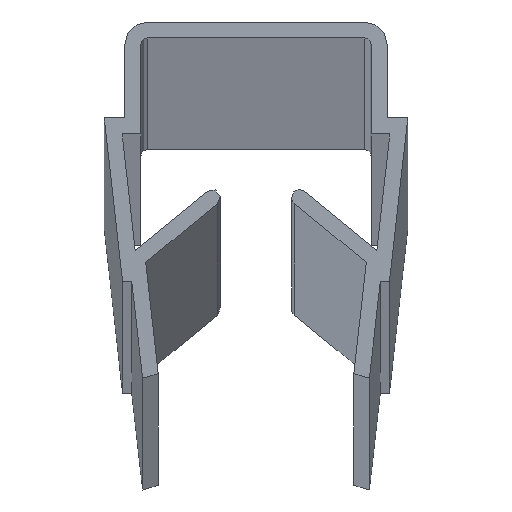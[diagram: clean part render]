
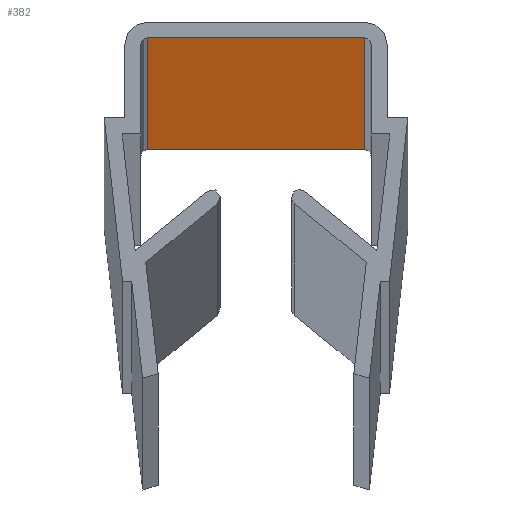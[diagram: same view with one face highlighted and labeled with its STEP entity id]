
A CAD part, top view. The second image highlights one B-rep face of the part: STEP entity #382.
In plain terms, the highlighted planar face has unit normal (0, -1, 0).
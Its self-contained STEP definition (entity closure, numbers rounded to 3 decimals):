
#17 = VECTOR ( 'NONE', #406, 1000. ) ;
#111 = DIRECTION ( 'NONE',  ( 0., -1., 0. ) ) ;
#143 = VECTOR ( 'NONE', #347, 1000. ) ;
#219 = CARTESIAN_POINT ( 'NONE',  ( 9.081, 12.502, 0. ) ) ;
#254 = FACE_OUTER_BOUND ( 'NONE', #538, .T. ) ;
#259 = VERTEX_POINT ( 'NONE', #610 ) ;
#312 = EDGE_CURVE ( 'NONE', #991, #1007, #510, .T. ) ;
#343 = ORIENTED_EDGE ( 'NONE', *, *, #312, .T. ) ;
#347 = DIRECTION ( 'NONE',  ( -1., 0., 0. ) ) ;
#382 = ADVANCED_FACE ( 'NONE', ( #254 ), #468, .T. ) ;
#406 = DIRECTION ( 'NONE',  ( 0., 0., 1. ) ) ;
#435 = ORIENTED_EDGE ( 'NONE', *, *, #563, .T. ) ;
#462 = ORIENTED_EDGE ( 'NONE', *, *, #961, .T. ) ;
#468 = PLANE ( 'NONE',  #824 ) ;
#510 = LINE ( 'NONE', #638, #143 ) ;
#536 = EDGE_CURVE ( 'NONE', #259, #991, #913, .T. ) ;
#538 = EDGE_LOOP ( 'NONE', ( #462, #793, #343, #435 ) ) ;
#563 = EDGE_CURVE ( 'NONE', #1007, #1020, #876, .T. ) ;
#573 = CARTESIAN_POINT ( 'NONE',  ( 9.081, 12.502, 2000. ) ) ;
#610 = CARTESIAN_POINT ( 'NONE',  ( 9.081, 12.502, 0. ) ) ;
#638 = CARTESIAN_POINT ( 'NONE',  ( 5.681, 12.502, 2000. ) ) ;
#639 = VECTOR ( 'NONE', #664, 1000. ) ;
#659 = CARTESIAN_POINT ( 'NONE',  ( 5.681, 12.502, 0. ) ) ;
#664 = DIRECTION ( 'NONE',  ( 0., 0., -1. ) ) ;
#793 = ORIENTED_EDGE ( 'NONE', *, *, #536, .T. ) ;
#814 = VECTOR ( 'NONE', #1021, 1000. ) ;
#824 = AXIS2_PLACEMENT_3D ( 'NONE', #659, #111, #1100 ) ;
#826 = CARTESIAN_POINT ( 'NONE',  ( 2.281, 12.502, 2000. ) ) ;
#876 = LINE ( 'NONE', #1122, #639 ) ;
#913 = LINE ( 'NONE', #219, #17 ) ;
#959 = CARTESIAN_POINT ( 'NONE',  ( 2.281, 12.502, 0. ) ) ;
#961 = EDGE_CURVE ( 'NONE', #1020, #259, #1062, .T. ) ;
#991 = VERTEX_POINT ( 'NONE', #573 ) ;
#1007 = VERTEX_POINT ( 'NONE', #826 ) ;
#1020 = VERTEX_POINT ( 'NONE', #959 ) ;
#1021 = DIRECTION ( 'NONE',  ( 1., 0., 0. ) ) ;
#1062 = LINE ( 'NONE', #1101, #814 ) ;
#1100 = DIRECTION ( 'NONE',  ( 1., 0., 0. ) ) ;
#1101 = CARTESIAN_POINT ( 'NONE',  ( 5.681, 12.502, 0. ) ) ;
#1122 = CARTESIAN_POINT ( 'NONE',  ( 2.281, 12.502, 0. ) ) ;
